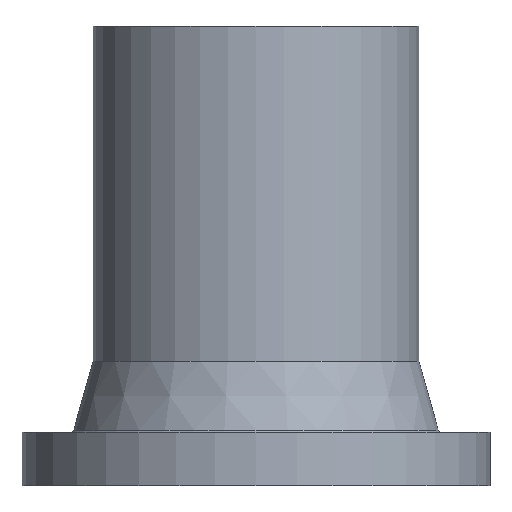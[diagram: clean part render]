
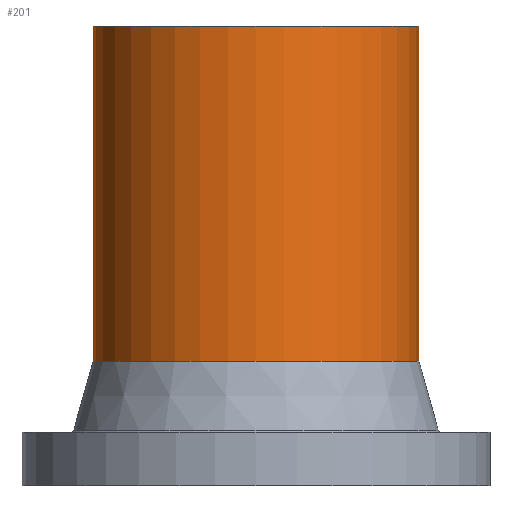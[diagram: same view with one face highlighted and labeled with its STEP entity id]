
A CAD part, front view. The second image highlights one B-rep face of the part: STEP entity #201.
In plain terms, the highlighted cylindrical face has radius 55 mm (diameter 110 mm), a partial arc.
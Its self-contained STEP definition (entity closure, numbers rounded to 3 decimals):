
#9 = CARTESIAN_POINT ( 'NONE',  ( -55., 0., 0. ) ) ;
#10 = AXIS2_PLACEMENT_3D ( 'NONE', #226, #373, #229 ) ;
#35 = DIRECTION ( 'NONE',  ( -1., 0., 0. ) ) ;
#38 = CIRCLE ( 'NONE', #10, 55. ) ;
#39 = AXIS2_PLACEMENT_3D ( 'NONE', #101, #181, #423 ) ;
#46 = DIRECTION ( 'NONE',  ( 0., 0., -1. ) ) ;
#55 = ORIENTED_EDGE ( 'NONE', *, *, #92, .F. ) ;
#70 = CARTESIAN_POINT ( 'NONE',  ( 0., 0., 155. ) ) ;
#71 = VECTOR ( 'NONE', #404, 1000. ) ;
#72 = VERTEX_POINT ( 'NONE', #305 ) ;
#92 = EDGE_CURVE ( 'NONE', #177, #72, #38, .T. ) ;
#101 = CARTESIAN_POINT ( 'NONE',  ( 0., 0., 0. ) ) ;
#119 = CARTESIAN_POINT ( 'NONE',  ( -55., 0., 155. ) ) ;
#122 = VERTEX_POINT ( 'NONE', #265 ) ;
#126 = EDGE_CURVE ( 'NONE', #354, #72, #375, .T. ) ;
#141 = FACE_OUTER_BOUND ( 'NONE', #213, .T. ) ;
#157 = VECTOR ( 'NONE', #46, 1000. ) ;
#166 = CIRCLE ( 'NONE', #352, 55. ) ;
#177 = VERTEX_POINT ( 'NONE', #459 ) ;
#181 = DIRECTION ( 'NONE',  ( 0., 0., -1. ) ) ;
#201 = ADVANCED_FACE ( 'NONE', ( #141 ), #427, .T. ) ;
#213 = EDGE_LOOP ( 'NONE', ( #228, #357, #345, #55 ) ) ;
#226 = CARTESIAN_POINT ( 'NONE',  ( 0., 0., 42. ) ) ;
#228 = ORIENTED_EDGE ( 'NONE', *, *, #383, .F. ) ;
#229 = DIRECTION ( 'NONE',  ( -1., 0., 0. ) ) ;
#265 = CARTESIAN_POINT ( 'NONE',  ( 55., 0., 155. ) ) ;
#298 = DIRECTION ( 'NONE',  ( 0., 0., -1. ) ) ;
#305 = CARTESIAN_POINT ( 'NONE',  ( -55., 0., 42. ) ) ;
#345 = ORIENTED_EDGE ( 'NONE', *, *, #126, .T. ) ;
#352 = AXIS2_PLACEMENT_3D ( 'NONE', #70, #298, #35 ) ;
#354 = VERTEX_POINT ( 'NONE', #119 ) ;
#357 = ORIENTED_EDGE ( 'NONE', *, *, #376, .T. ) ;
#373 = DIRECTION ( 'NONE',  ( 0., 0., -1. ) ) ;
#375 = LINE ( 'NONE', #9, #157 ) ;
#376 = EDGE_CURVE ( 'NONE', #122, #354, #166, .T. ) ;
#383 = EDGE_CURVE ( 'NONE', #122, #177, #442, .T. ) ;
#404 = DIRECTION ( 'NONE',  ( 0., 0., -1. ) ) ;
#423 = DIRECTION ( 'NONE',  ( -1., 0., 0. ) ) ;
#427 = CYLINDRICAL_SURFACE ( 'NONE', #39, 55. ) ;
#442 = LINE ( 'NONE', #443, #71 ) ;
#443 = CARTESIAN_POINT ( 'NONE',  ( 55., 0., 0. ) ) ;
#459 = CARTESIAN_POINT ( 'NONE',  ( 55., 0., 42. ) ) ;
